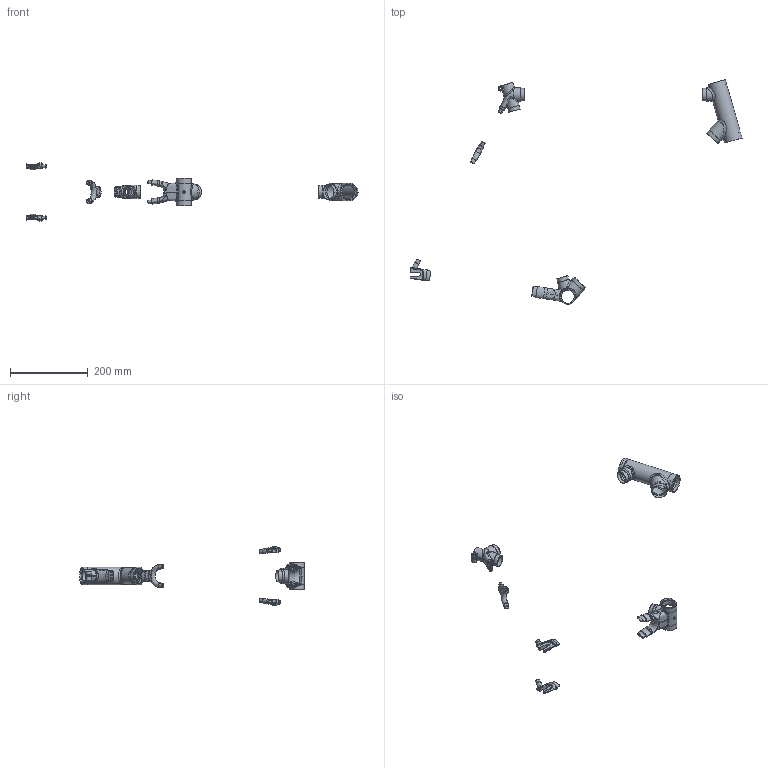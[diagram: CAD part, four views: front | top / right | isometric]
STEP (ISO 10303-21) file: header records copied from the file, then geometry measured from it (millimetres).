
FILE_DESCRIPTION(/* description */ (''),/* implementation_level */ '2;1');
FILE_NAME(/* name */ 'cadejotrack2.1 v4.step',/* time_stamp */ '2024-05-30T17:43:05-06:00',/* author */ (''),/* organization */ (''),/* preprocessor_version */ 'ST-DEVELOPER v20',/* originating_system */ 'Autodesk Translation Framework v13.14.0.145',/* authorisation */ '');
FILE_SCHEMA (('AUTOMOTIVE_DESIGN { 1 0 10303 214 3 1 1 }'));
Products named in the file (1): cadejotrack2.1
Bounding box: 852.48 x 576.92 x 150.53 mm (x, y, z)
Volume: 122125.2 mm3; surface area: 143158.7 mm2
Topology: 6 solids, 6 shells, 351 faces, 872 edges, 545 vertices
Faces by surface type: bspline 206, cylinder 70, plane 69, torus 4, cone 2
Full cylindrical faces by diameter (mm): 4.5 x1, 6 x1, 6.5 x1, 8.8 x4, 10.6 x4, 11 x1, 27 x2, 27.9 x1, 29.4 x1, 29.7 x2, 30.1 x1, 31 x1, 31.8 x3, 32.5 x1, 32.8 x2, 33 x2, 34.9 x2, 35 x2, 36.6 x1, 37.6 x2, 39 x1, 39.1 x2, 39.4 x2, 41 x2, 41.5 x2, 43.6 x1, 46 x1
Entity records: 114040 total; most frequent: CARTESIAN_POINT 107221, ORIENTED_EDGE 1736, EDGE_CURVE 868, DIRECTION 798, VERTEX_POINT 545, B_SPLINE_CURVE_WITH_KNOTS 521, EDGE_LOOP 401, FACE_OUTER_BOUND 351
